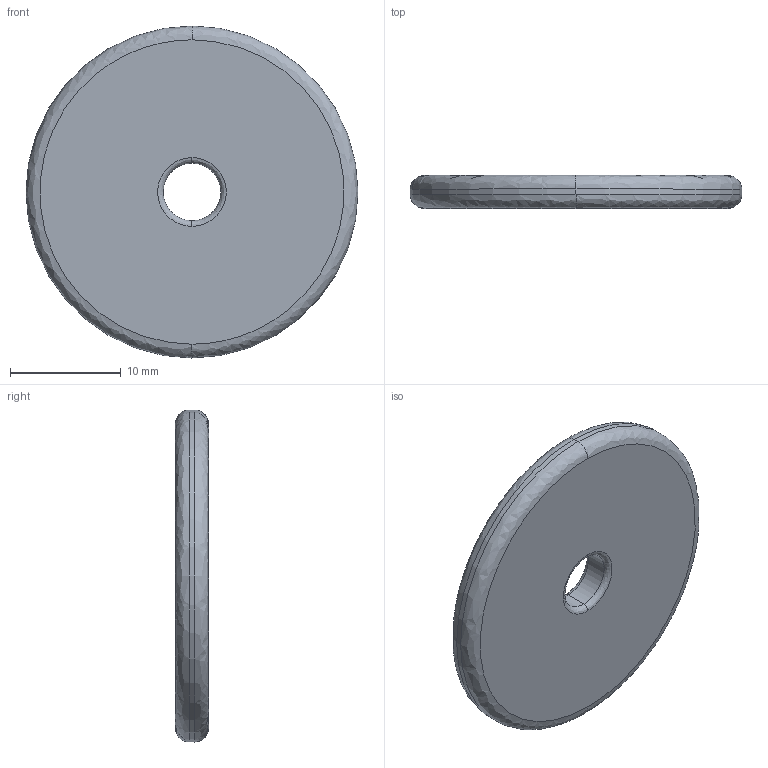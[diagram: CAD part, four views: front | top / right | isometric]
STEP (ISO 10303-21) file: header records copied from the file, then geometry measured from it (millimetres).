
FILE_DESCRIPTION (( 'STEP AP214' ), '1' );
FILE_NAME ('RTH-D30QA-ND0.STEP', '2022-01-19T19:25:23', ( '' ), ( '' ), 'SwSTEP 2.0', 'SolidWorks 2021', '' );
FILE_SCHEMA (( 'AUTOMOTIVE_DESIGN' ));
Length unit declared in the file: millimetre
Products named in the file (1): RTH-D30QA-ND0
Bounding box: 30 x 3 x 30 mm (x, y, z)
Volume: 1966.7 mm3; surface area: 1657.8 mm2
Topology: 1 solids, 1 shells, 2008 faces, 5004 edges, 3330 vertices
Faces by surface type: plane 1962, cylinder 38, bspline 8
Entity records: 60372 total; most frequent: CARTESIAN_POINT 15639, ORIENTED_EDGE 10008, DIRECTION 7378, EDGE_CURVE 5004, VERTEX_POINT 3330, VECTOR 3250, LINE 3250, EDGE_LOOP 2342
